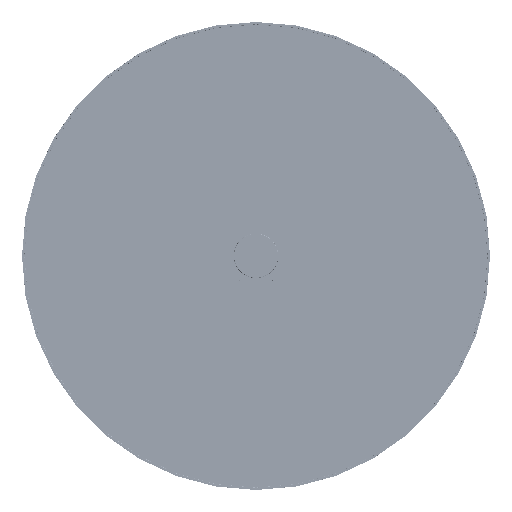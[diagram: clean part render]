
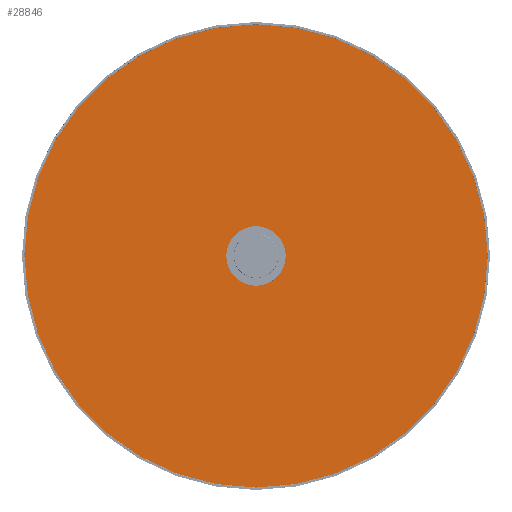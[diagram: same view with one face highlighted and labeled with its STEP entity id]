
A CAD part, top view. The second image highlights one B-rep face of the part: STEP entity #28846.
In plain terms, the highlighted face is planar.
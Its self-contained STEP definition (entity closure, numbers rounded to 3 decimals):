
#2027=FACE_BOUND('',#7168,.T.);
#2478=PLANE('',#33528);
#4458=FACE_OUTER_BOUND('',#7167,.T.);
#7167=EDGE_LOOP('',(#26529));
#7168=EDGE_LOOP('',(#26530,#26531,#26532,#26533));
#8296=LINE('',#52358,#9426);
#8297=LINE('',#52361,#9427);
#9426=VECTOR('',#43889,8.764);
#9427=VECTOR('',#43892,8.764);
#12295=CIRCLE('',#33529,124.7);
#12296=CIRCLE('',#33530,10.1);
#12297=CIRCLE('',#33531,10.1);
#14948=VERTEX_POINT('',#52352);
#14949=VERTEX_POINT('',#52354);
#14950=VERTEX_POINT('',#52355);
#14951=VERTEX_POINT('',#52357);
#14952=VERTEX_POINT('',#52359);
#18930=EDGE_CURVE('',#14948,#14948,#12295,.T.);
#18931=EDGE_CURVE('',#14949,#14950,#12296,.T.);
#18932=EDGE_CURVE('',#14951,#14949,#8296,.T.);
#18933=EDGE_CURVE('',#14952,#14951,#12297,.T.);
#18934=EDGE_CURVE('',#14950,#14952,#8297,.T.);
#26529=ORIENTED_EDGE('',*,*,#18930,.F.);
#26530=ORIENTED_EDGE('',*,*,#18931,.F.);
#26531=ORIENTED_EDGE('',*,*,#18932,.F.);
#26532=ORIENTED_EDGE('',*,*,#18933,.F.);
#26533=ORIENTED_EDGE('',*,*,#18934,.F.);
#28846=ADVANCED_FACE('',(#4458,#2027),#2478,.F.);
#33528=AXIS2_PLACEMENT_3D('',#52351,#43883,#43884);
#33529=AXIS2_PLACEMENT_3D('',#52353,#43885,#43886);
#33530=AXIS2_PLACEMENT_3D('',#52356,#43887,#43888);
#33531=AXIS2_PLACEMENT_3D('',#52360,#43890,#43891);
#43883=DIRECTION('center_axis',(0.,-1.,0.));
#43884=DIRECTION('ref_axis',(1.,0.,0.));
#43885=DIRECTION('center_axis',(0.,-1.,0.));
#43886=DIRECTION('ref_axis',(1.,0.,0.));
#43887=DIRECTION('center_axis',(0.,1.,0.));
#43888=DIRECTION('ref_axis',(-0.434,0.,-0.901));
#43889=DIRECTION('',(-1.,0.,0.));
#43890=DIRECTION('center_axis',(0.,1.,0.));
#43891=DIRECTION('ref_axis',(0.434,0.,0.901));
#43892=DIRECTION('',(1.,0.,0.));
#52351=CARTESIAN_POINT('Origin',(0.,11.6,-6.5));
#52352=CARTESIAN_POINT('',(-124.7,11.6,-6.5));
#52353=CARTESIAN_POINT('Origin',(0.,11.6,-6.5));
#52354=CARTESIAN_POINT('',(-4.382,11.6,-15.6));
#52355=CARTESIAN_POINT('',(-4.382,11.6,2.6));
#52356=CARTESIAN_POINT('Origin',(0.,11.6,-6.5));
#52357=CARTESIAN_POINT('',(4.382,11.6,-15.6));
#52358=CARTESIAN_POINT('',(4.382,11.6,-15.6));
#52359=CARTESIAN_POINT('',(4.382,11.6,2.6));
#52360=CARTESIAN_POINT('Origin',(0.,11.6,-6.5));
#52361=CARTESIAN_POINT('',(-4.382,11.6,2.6));
